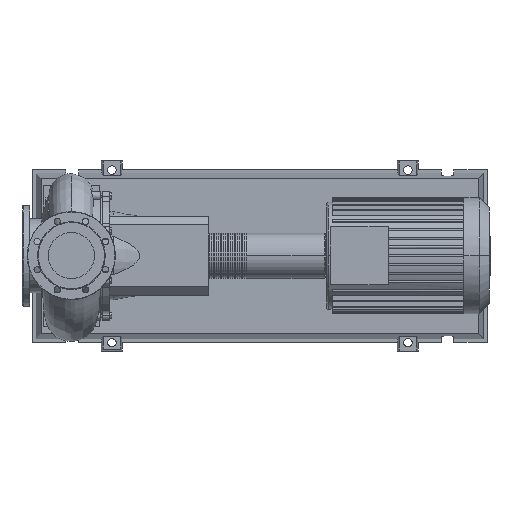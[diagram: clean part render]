
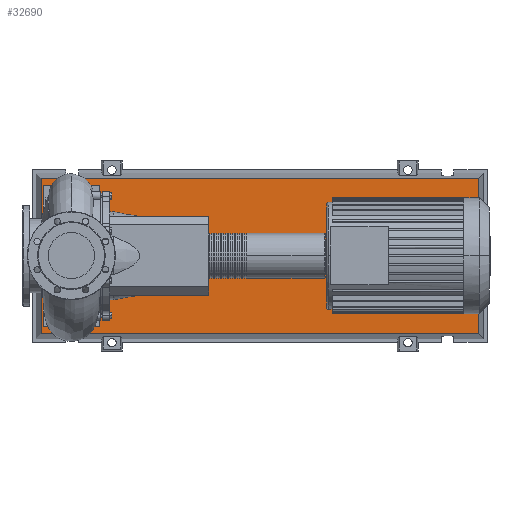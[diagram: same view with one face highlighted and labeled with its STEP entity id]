
A CAD part, top view. The second image highlights one B-rep face of the part: STEP entity #32690.
In plain terms, the highlighted planar face has unit normal (0, 0, 1).
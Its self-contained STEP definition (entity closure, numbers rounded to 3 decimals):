
#32371=CARTESIAN_POINT('',(1155.471,-220.471,103.0));
#32372=VERTEX_POINT('',#32371);
#32379=CARTESIAN_POINT('',(-85.471,-220.471,103.0));
#32380=VERTEX_POINT('',#32379);
#32381=CARTESIAN_POINT('',(1155.471,-220.471,103.0));
#32382=DIRECTION('',(-1.0,0.0,0.0));
#32383=VECTOR('',#32382,1240.941);
#32384=LINE('',#32381,#32383);
#32385=EDGE_CURVE('',#32372,#32380,#32384,.T.);
#32603=CARTESIAN_POINT('',(1155.471,220.471,103.0));
#32604=VERTEX_POINT('',#32603);
#32605=CARTESIAN_POINT('',(1155.471,220.471,103.0));
#32606=DIRECTION('',(0.0,-1.0,0.0));
#32607=VECTOR('',#32606,440.941);
#32608=LINE('',#32605,#32607);
#32609=EDGE_CURVE('',#32604,#32372,#32608,.T.);
#32627=CARTESIAN_POINT('',(-85.471,220.471,103.0));
#32628=VERTEX_POINT('',#32627);
#32629=CARTESIAN_POINT('',(-85.471,-220.471,103.0));
#32630=DIRECTION('',(0.0,1.0,0.0));
#32631=VECTOR('',#32630,440.941);
#32632=LINE('',#32629,#32631);
#32633=EDGE_CURVE('',#32380,#32628,#32632,.T.);
#32666=CARTESIAN_POINT('',(-85.471,220.471,103.0));
#32667=DIRECTION('',(1.0,0.0,0.0));
#32668=VECTOR('',#32667,1240.941);
#32669=LINE('',#32666,#32668);
#32670=EDGE_CURVE('',#32628,#32604,#32669,.T.);
#32679=CARTESIAN_POINT('',(535.,0.,103.0));
#32680=DIRECTION('',(0.0,0.0,1.0));
#32681=DIRECTION('',(1.0,0.0,0.0));
#32682=AXIS2_PLACEMENT_3D('',#32679,#32680,#32681);
#32683=PLANE('',#32682);
#32684=ORIENTED_EDGE('',*,*,#32609,.F.);
#32685=ORIENTED_EDGE('',*,*,#32670,.F.);
#32686=ORIENTED_EDGE('',*,*,#32633,.F.);
#32687=ORIENTED_EDGE('',*,*,#32385,.F.);
#32688=EDGE_LOOP('',(#32684,#32685,#32686,#32687));
#32689=FACE_OUTER_BOUND('',#32688,.T.);
#32690=ADVANCED_FACE('',(#32689),#32683,.T.);
